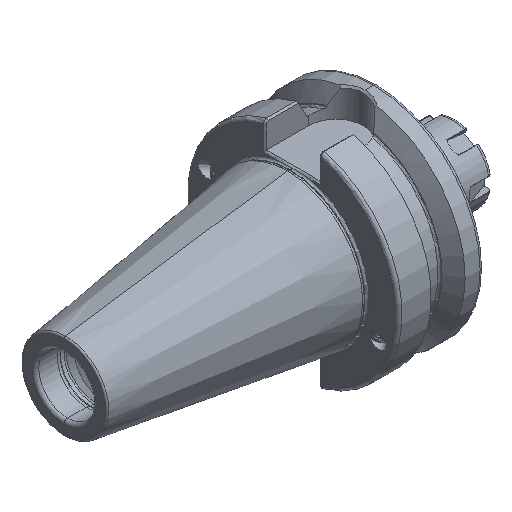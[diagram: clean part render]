
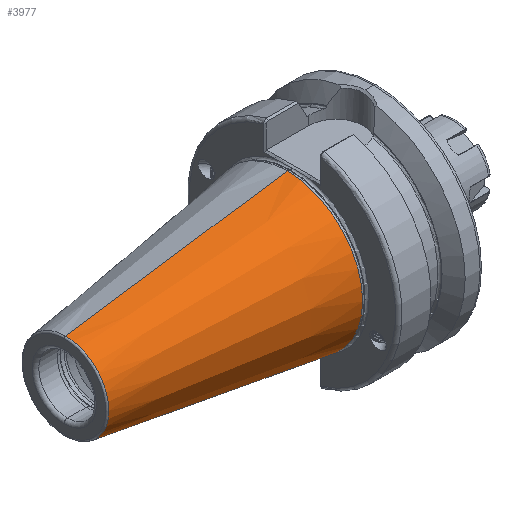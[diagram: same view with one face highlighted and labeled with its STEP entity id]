
A CAD part, isometric view. The second image highlights one B-rep face of the part: STEP entity #3977.
In plain terms, the highlighted conical face has half-angle 8.297 degrees and reference radius 22.298 mm.
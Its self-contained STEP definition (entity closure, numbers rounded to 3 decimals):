
#876 = EDGE_LOOP ( 'NONE', ( #12621, #12588, #12594, #12694 ) ) ;
#1607 = EDGE_CURVE ( 'NONE', #8762, #8754, #24083, .T. ) ;
#1639 = EDGE_CURVE ( 'NONE', #8743, #8765, #24118, .T. ) ;
#3108 = AXIS2_PLACEMENT_3D ( 'NONE', #18196, #18290, #18272 ) ;
#3136 = AXIS2_PLACEMENT_3D ( 'NONE', #5202, #5226, #5206 ) ;
#3145 = AXIS2_PLACEMENT_3D ( 'NONE', #20233, #20278, #20214 ) ;
#3977 = ADVANCED_FACE ( 'NONE', ( #16710 ), #16698, .T. ) ;
#5202 = CARTESIAN_POINT ( 'NONE',  ( -1.5, 0., 0. ) ) ;
#5206 = DIRECTION ( 'NONE',  ( 0., 0., -1. ) ) ;
#5226 = DIRECTION ( 'NONE',  ( 1., 0., 0. ) ) ;
#6586 = EDGE_CURVE ( 'NONE', #8765, #8754, #16845, .T. ) ;
#6618 = EDGE_CURVE ( 'NONE', #8743, #8762, #16852, .T. ) ;
#8743 = VERTEX_POINT ( 'NONE', #19557 ) ;
#8754 = VERTEX_POINT ( 'NONE', #19523 ) ;
#8762 = VERTEX_POINT ( 'NONE', #19509 ) ;
#8765 = VERTEX_POINT ( 'NONE', #19536 ) ;
#10697 = CARTESIAN_POINT ( 'NONE',  ( -1.5, 0., -22.298 ) ) ;
#10700 = DIRECTION ( 'NONE',  ( 0.99, 0., -0.144 ) ) ;
#11056 = DIRECTION ( 'NONE',  ( 0.99, 0., 0.144 ) ) ;
#11149 = CARTESIAN_POINT ( 'NONE',  ( -1.5, 0., 22.298 ) ) ;
#12588 = ORIENTED_EDGE ( 'NONE', *, *, #6618, .T. ) ;
#12594 = ORIENTED_EDGE ( 'NONE', *, *, #1607, .T. ) ;
#12621 = ORIENTED_EDGE ( 'NONE', *, *, #1639, .F. ) ;
#12694 = ORIENTED_EDGE ( 'NONE', *, *, #6586, .F. ) ;
#16698 = CONICAL_SURFACE ( 'NONE', #3108, 22.298, 0.145 ) ;
#16710 = FACE_OUTER_BOUND ( 'NONE', #876, .T. ) ;
#16845 = CIRCLE ( 'NONE', #3136, 22.298 ) ;
#16852 = CIRCLE ( 'NONE', #3145, 12.75 ) ;
#18196 = CARTESIAN_POINT ( 'NONE',  ( -1.5, 0., 0. ) ) ;
#18272 = DIRECTION ( 'NONE',  ( 0., 0., -1. ) ) ;
#18290 = DIRECTION ( 'NONE',  ( 1., 0., 0. ) ) ;
#19509 = CARTESIAN_POINT ( 'NONE',  ( -66.972, 0., -12.75 ) ) ;
#19523 = CARTESIAN_POINT ( 'NONE',  ( -1.5, 0., -22.298 ) ) ;
#19536 = CARTESIAN_POINT ( 'NONE',  ( -1.5, 0., 22.298 ) ) ;
#19557 = CARTESIAN_POINT ( 'NONE',  ( -66.972, 0., 12.75 ) ) ;
#20214 = DIRECTION ( 'NONE',  ( 0., 0., -1. ) ) ;
#20233 = CARTESIAN_POINT ( 'NONE',  ( -66.972, 0., 0. ) ) ;
#20278 = DIRECTION ( 'NONE',  ( 1., 0., 0. ) ) ;
#24083 = LINE ( 'NONE', #10697, #24084 ) ;
#24084 = VECTOR ( 'NONE', #10700, 1000. ) ;
#24118 = LINE ( 'NONE', #11149, #24119 ) ;
#24119 = VECTOR ( 'NONE', #11056, 1000. ) ;
